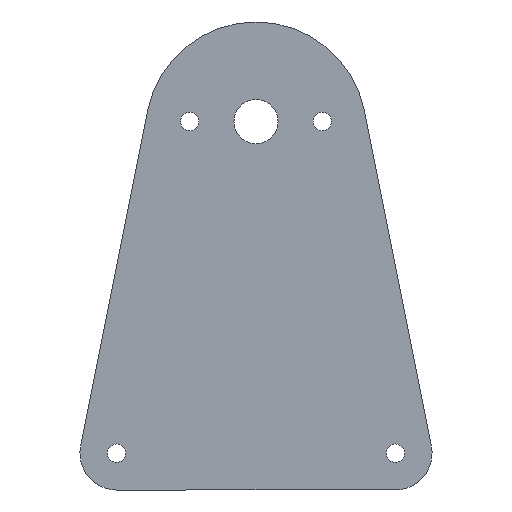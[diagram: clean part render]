
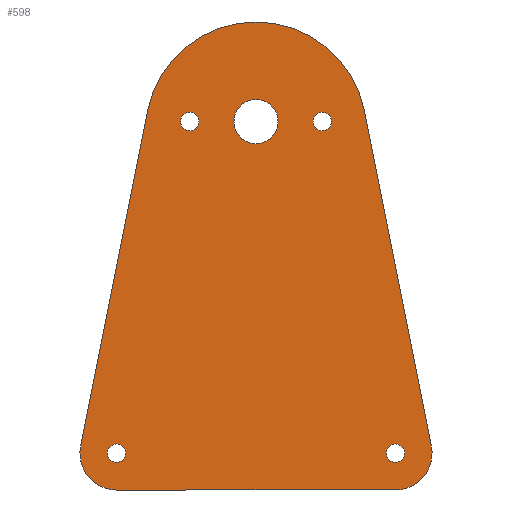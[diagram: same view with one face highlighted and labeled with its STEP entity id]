
A CAD part, front view. The second image highlights one B-rep face of the part: STEP entity #598.
In plain terms, the highlighted planar face has unit normal (0, -1, 0).
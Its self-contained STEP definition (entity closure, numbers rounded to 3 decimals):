
#4 = EDGE_CURVE ( 'NONE', #147, #392, #421, .T. ) ;
#6 = CIRCLE ( 'NONE', #108, 2.5 ) ;
#10 = ORIENTED_EDGE ( 'NONE', *, *, #340, .F. ) ;
#14 = EDGE_LOOP ( 'NONE', ( #163, #47 ) ) ;
#16 = EDGE_CURVE ( 'NONE', #392, #263, #359, .T. ) ;
#18 = DIRECTION ( 'NONE',  ( 0., 0., -1. ) ) ;
#21 = LINE ( 'NONE', #174, #288 ) ;
#33 = DIRECTION ( 'NONE',  ( 0., 0., 1. ) ) ;
#35 = EDGE_CURVE ( 'NONE', #607, #112, #567, .T. ) ;
#37 = EDGE_CURVE ( 'NONE', #350, #465, #592, .T. ) ;
#38 = CARTESIAN_POINT ( 'NONE',  ( -50., 0., -168.868 ) ) ;
#47 = ORIENTED_EDGE ( 'NONE', *, *, #562, .T. ) ;
#52 = CIRCLE ( 'NONE', #307, 10. ) ;
#56 = EDGE_CURVE ( 'NONE', #219, #147, #52, .T. ) ;
#60 = VERTEX_POINT ( 'NONE', #629 ) ;
#61 = DIRECTION ( 'NONE',  ( 0., 0., 1. ) ) ;
#63 = VERTEX_POINT ( 'NONE', #585 ) ;
#65 = AXIS2_PLACEMENT_3D ( 'NONE', #521, #525, #61 ) ;
#69 = DIRECTION ( 'NONE',  ( 0.196, 0., -0.981 ) ) ;
#72 = CARTESIAN_POINT ( 'NONE',  ( 5.83, 0., -78.868 ) ) ;
#81 = AXIS2_PLACEMENT_3D ( 'NONE', #236, #373, #33 ) ;
#87 = AXIS2_PLACEMENT_3D ( 'NONE', #588, #146, #496 ) ;
#88 = CARTESIAN_POINT ( 'NONE',  ( -59.778, 0., -166.906 ) ) ;
#92 = CIRCLE ( 'NONE', #474, 2.5 ) ;
#93 = DIRECTION ( 'NONE',  ( 0., 0., 1. ) ) ;
#108 = AXIS2_PLACEMENT_3D ( 'NONE', #269, #579, #413 ) ;
#112 = VERTEX_POINT ( 'NONE', #264 ) ;
#117 = EDGE_CURVE ( 'NONE', #597, #63, #6, .T. ) ;
#124 = DIRECTION ( 'NONE',  ( 0., 1., 0. ) ) ;
#129 = CARTESIAN_POINT ( 'NONE',  ( 25.632, 0., -168.868 ) ) ;
#132 = CARTESIAN_POINT ( 'NONE',  ( 5.83, 0., -78.868 ) ) ;
#139 = ORIENTED_EDGE ( 'NONE', *, *, #35, .T. ) ;
#140 = PLANE ( 'NONE',  #246 ) ;
#141 = DIRECTION ( 'NONE',  ( 0., 0., 1. ) ) ;
#143 = EDGE_CURVE ( 'NONE', #63, #597, #92, .T. ) ;
#146 = DIRECTION ( 'NONE',  ( 0., 1., 0. ) ) ;
#147 = VERTEX_POINT ( 'NONE', #627 ) ;
#154 = ORIENTED_EDGE ( 'NONE', *, *, #117, .T. ) ;
#163 = ORIENTED_EDGE ( 'NONE', *, *, #609, .T. ) ;
#166 = ORIENTED_EDGE ( 'NONE', *, *, #56, .F. ) ;
#170 = DIRECTION ( 'NONE',  ( 0., 0., 1. ) ) ;
#171 = DIRECTION ( 'NONE',  ( 0., 1., 0. ) ) ;
#174 = CARTESIAN_POINT ( 'NONE',  ( 17.247, 0., -75.955 ) ) ;
#177 = EDGE_CURVE ( 'NONE', #112, #607, #638, .T. ) ;
#178 = DIRECTION ( 'NONE',  ( 0., 1., 0. ) ) ;
#180 = DIRECTION ( 'NONE',  ( 0., 0., -1. ) ) ;
#185 = DIRECTION ( 'NONE',  ( 0., 0., 1. ) ) ;
#190 = EDGE_LOOP ( 'NONE', ( #602, #154 ) ) ;
#194 = AXIS2_PLACEMENT_3D ( 'NONE', #352, #558, #555 ) ;
#195 = EDGE_CURVE ( 'NONE', #465, #350, #334, .T. ) ;
#197 = ORIENTED_EDGE ( 'NONE', *, *, #498, .T. ) ;
#202 = AXIS2_PLACEMENT_3D ( 'NONE', #417, #229, #170 ) ;
#204 = EDGE_LOOP ( 'NONE', ( #296, #564, #539, #616, #166, #10 ) ) ;
#209 = CARTESIAN_POINT ( 'NONE',  ( 17.247, 0., -75.955 ) ) ;
#211 = DIRECTION ( 'NONE',  ( 0., 0., 1. ) ) ;
#219 = VERTEX_POINT ( 'NONE', #563 ) ;
#220 = LINE ( 'NONE', #88, #379 ) ;
#224 = CIRCLE ( 'NONE', #356, 2.5 ) ;
#229 = DIRECTION ( 'NONE',  ( 0., 1., 0. ) ) ;
#236 = CARTESIAN_POINT ( 'NONE',  ( -49.972, 0., -168.868 ) ) ;
#241 = VERTEX_POINT ( 'NONE', #492 ) ;
#245 = ORIENTED_EDGE ( 'NONE', *, *, #195, .T. ) ;
#246 = AXIS2_PLACEMENT_3D ( 'NONE', #344, #545, #93 ) ;
#256 = CARTESIAN_POINT ( 'NONE',  ( -12.17, 0., -72.868 ) ) ;
#263 = VERTEX_POINT ( 'NONE', #488 ) ;
#264 = CARTESIAN_POINT ( 'NONE',  ( -50., 0., -171.368 ) ) ;
#268 = CARTESIAN_POINT ( 'NONE',  ( -30.17, 0., -76.368 ) ) ;
#269 = CARTESIAN_POINT ( 'NONE',  ( 25.66, 0., -168.868 ) ) ;
#271 = CARTESIAN_POINT ( 'NONE',  ( -49.972, 0., -178.868 ) ) ;
#275 = DIRECTION ( 'NONE',  ( 0., 1., 0. ) ) ;
#287 = DIRECTION ( 'NONE',  ( 0., 1., 0. ) ) ;
#288 = VECTOR ( 'NONE', #69, 1000. ) ;
#294 = FACE_BOUND ( 'NONE', #522, .T. ) ;
#296 = ORIENTED_EDGE ( 'NONE', *, *, #310, .F. ) ;
#300 = AXIS2_PLACEMENT_3D ( 'NONE', #132, #472, #180 ) ;
#304 = EDGE_LOOP ( 'NONE', ( #311, #245 ) ) ;
#307 = AXIS2_PLACEMENT_3D ( 'NONE', #129, #178, #328 ) ;
#308 = CARTESIAN_POINT ( 'NONE',  ( 5.83, 0., -76.368 ) ) ;
#310 = EDGE_CURVE ( 'NONE', #60, #569, #365, .T. ) ;
#311 = ORIENTED_EDGE ( 'NONE', *, *, #37, .T. ) ;
#325 = DIRECTION ( 'NONE',  ( 0.196, 0., 0.981 ) ) ;
#328 = DIRECTION ( 'NONE',  ( 0., 0., -1. ) ) ;
#334 = CIRCLE ( 'NONE', #300, 2.5 ) ;
#338 = FACE_BOUND ( 'NONE', #511, .T. ) ;
#340 = EDGE_CURVE ( 'NONE', #569, #219, #21, .T. ) ;
#344 = CARTESIAN_POINT ( 'NONE',  ( -12.17, 0., -81.838 ) ) ;
#345 = FACE_OUTER_BOUND ( 'NONE', #204, .T. ) ;
#346 = VERTEX_POINT ( 'NONE', #268 ) ;
#350 = VERTEX_POINT ( 'NONE', #468 ) ;
#352 = CARTESIAN_POINT ( 'NONE',  ( -12.17, 0., -78.868 ) ) ;
#355 = EDGE_CURVE ( 'NONE', #263, #60, #220, .T. ) ;
#356 = AXIS2_PLACEMENT_3D ( 'NONE', #458, #601, #211 ) ;
#359 = CIRCLE ( 'NONE', #81, 10. ) ;
#361 = CIRCLE ( 'NONE', #87, 2.5 ) ;
#362 = CARTESIAN_POINT ( 'NONE',  ( 25.66, 0., -168.868 ) ) ;
#364 = ORIENTED_EDGE ( 'NONE', *, *, #416, .T. ) ;
#365 = CIRCLE ( 'NONE', #434, 30. ) ;
#373 = DIRECTION ( 'NONE',  ( 0., 1., 0. ) ) ;
#379 = VECTOR ( 'NONE', #325, 1000. ) ;
#392 = VERTEX_POINT ( 'NONE', #271 ) ;
#393 = AXIS2_PLACEMENT_3D ( 'NONE', #72, #275, #476 ) ;
#401 = CIRCLE ( 'NONE', #202, 6. ) ;
#413 = DIRECTION ( 'NONE',  ( 0., 0., -1. ) ) ;
#416 = EDGE_CURVE ( 'NONE', #556, #613, #401, .T. ) ;
#417 = CARTESIAN_POINT ( 'NONE',  ( -12.17, 0., -78.868 ) ) ;
#421 = LINE ( 'NONE', #486, #532 ) ;
#434 = AXIS2_PLACEMENT_3D ( 'NONE', #634, #287, #141 ) ;
#442 = CARTESIAN_POINT ( 'NONE',  ( 25.66, 0., -166.368 ) ) ;
#453 = AXIS2_PLACEMENT_3D ( 'NONE', #38, #124, #185 ) ;
#458 = CARTESIAN_POINT ( 'NONE',  ( -30.17, 0., -78.868 ) ) ;
#465 = VERTEX_POINT ( 'NONE', #308 ) ;
#468 = CARTESIAN_POINT ( 'NONE',  ( 5.83, 0., -81.368 ) ) ;
#472 = DIRECTION ( 'NONE',  ( 0., 1., 0. ) ) ;
#474 = AXIS2_PLACEMENT_3D ( 'NONE', #362, #171, #18 ) ;
#476 = DIRECTION ( 'NONE',  ( 0., 0., -1. ) ) ;
#486 = CARTESIAN_POINT ( 'NONE',  ( 25.632, 0., -178.868 ) ) ;
#488 = CARTESIAN_POINT ( 'NONE',  ( -59.778, 0., -166.906 ) ) ;
#491 = CARTESIAN_POINT ( 'NONE',  ( -50., 0., -166.368 ) ) ;
#492 = CARTESIAN_POINT ( 'NONE',  ( -30.17, 0., -81.368 ) ) ;
#496 = DIRECTION ( 'NONE',  ( 0., 0., 1. ) ) ;
#498 = EDGE_CURVE ( 'NONE', #613, #556, #593, .T. ) ;
#503 = CARTESIAN_POINT ( 'NONE',  ( -12.17, 0., -84.868 ) ) ;
#511 = EDGE_LOOP ( 'NONE', ( #515, #139 ) ) ;
#515 = ORIENTED_EDGE ( 'NONE', *, *, #177, .T. ) ;
#521 = CARTESIAN_POINT ( 'NONE',  ( -50., 0., -168.868 ) ) ;
#522 = EDGE_LOOP ( 'NONE', ( #197, #364 ) ) ;
#525 = DIRECTION ( 'NONE',  ( 0., 1., 0. ) ) ;
#532 = VECTOR ( 'NONE', #625, 1000. ) ;
#539 = ORIENTED_EDGE ( 'NONE', *, *, #16, .F. ) ;
#545 = DIRECTION ( 'NONE',  ( 0., 1., 0. ) ) ;
#546 = FACE_BOUND ( 'NONE', #304, .T. ) ;
#555 = DIRECTION ( 'NONE',  ( 0., 0., 1. ) ) ;
#556 = VERTEX_POINT ( 'NONE', #256 ) ;
#558 = DIRECTION ( 'NONE',  ( 0., 1., 0. ) ) ;
#562 = EDGE_CURVE ( 'NONE', #346, #241, #224, .T. ) ;
#563 = CARTESIAN_POINT ( 'NONE',  ( 35.438, 0., -166.906 ) ) ;
#564 = ORIENTED_EDGE ( 'NONE', *, *, #355, .F. ) ;
#567 = CIRCLE ( 'NONE', #453, 2.5 ) ;
#569 = VERTEX_POINT ( 'NONE', #209 ) ;
#579 = DIRECTION ( 'NONE',  ( 0., 1., 0. ) ) ;
#585 = CARTESIAN_POINT ( 'NONE',  ( 25.66, 0., -171.368 ) ) ;
#588 = CARTESIAN_POINT ( 'NONE',  ( -30.17, 0., -78.868 ) ) ;
#591 = FACE_BOUND ( 'NONE', #14, .T. ) ;
#592 = CIRCLE ( 'NONE', #393, 2.5 ) ;
#593 = CIRCLE ( 'NONE', #194, 6. ) ;
#597 = VERTEX_POINT ( 'NONE', #442 ) ;
#598 = ADVANCED_FACE ( 'NONE', ( #345, #591, #546, #338, #643, #294 ), #140, .F. ) ;
#601 = DIRECTION ( 'NONE',  ( 0., 1., 0. ) ) ;
#602 = ORIENTED_EDGE ( 'NONE', *, *, #143, .T. ) ;
#607 = VERTEX_POINT ( 'NONE', #491 ) ;
#609 = EDGE_CURVE ( 'NONE', #241, #346, #361, .T. ) ;
#613 = VERTEX_POINT ( 'NONE', #503 ) ;
#616 = ORIENTED_EDGE ( 'NONE', *, *, #4, .F. ) ;
#625 = DIRECTION ( 'NONE',  ( -1., 0., 0. ) ) ;
#627 = CARTESIAN_POINT ( 'NONE',  ( 25.632, 0., -178.868 ) ) ;
#629 = CARTESIAN_POINT ( 'NONE',  ( -41.587, 0., -75.955 ) ) ;
#634 = CARTESIAN_POINT ( 'NONE',  ( -12.17, 0., -81.838 ) ) ;
#638 = CIRCLE ( 'NONE', #65, 2.5 ) ;
#643 = FACE_BOUND ( 'NONE', #190, .T. ) ;
